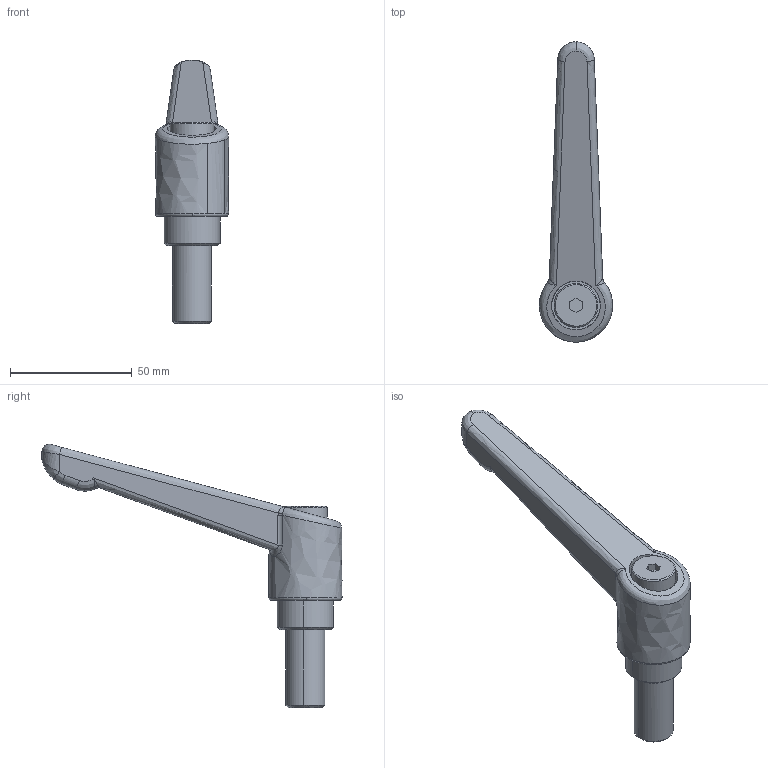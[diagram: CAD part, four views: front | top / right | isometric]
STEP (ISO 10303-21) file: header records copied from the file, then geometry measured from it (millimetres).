
FILE_DESCRIPTION((''),'2;1');
FILE_NAME('','2005-07-15T11:15:40',(''),(''),'','CADfix','');
FILE_SCHEMA(('AUTOMOTIVE_DESIGN'));
Length unit declared in the file: millimetre
Products named in the file (4): sleeve; screw; handle; LDM_16_32_12248_36
Assembly tree (3 placements, depth 2):
  LDM_16_32_12248_36
    sleeve
    screw
    handle
Bounding box: 30 x 123 x 108 mm (x, y, z)
Volume: 51922 mm3; surface area: 18990.1 mm2
Topology: 3 solids, 3 shells, 92 faces, 253 edges, 167 vertices
Faces by surface type: bspline 92
Entity records: 5352 total; most frequent: CARTESIAN_POINT 3893, ORIENTED_EDGE 498, EDGE_CURVE 249, VERTEX_POINT 167, EDGE_LOOP 98, FACE_OUTER_BOUND 92, ADVANCED_FACE 92, QUASI_UNIFORM_CURVE 85
